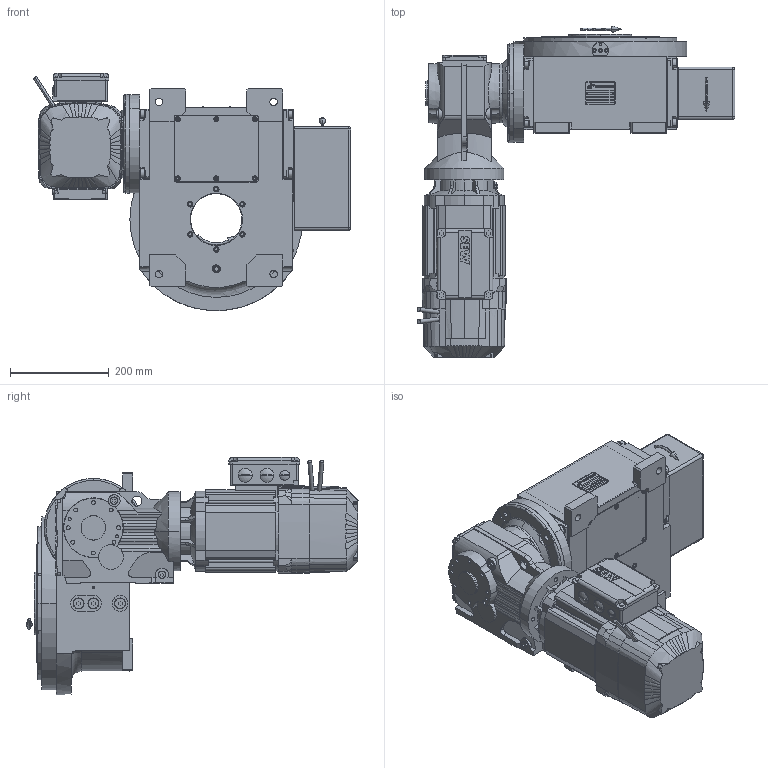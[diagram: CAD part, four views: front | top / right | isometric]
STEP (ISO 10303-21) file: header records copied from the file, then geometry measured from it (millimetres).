
FILE_DESCRIPTION (( 'STEP AP203' ), '1' );
FILE_NAME ('PC5200462.step', '2024-07-01T12:04:14', ( '' ), ( '' ), 'SwSTEP 2.0', 'SolidWorks 2020', '' );
FILE_SCHEMA (( 'CONFIG_CONTROL_DESIGN' ));
Length unit declared in the file: millimetre
Products named in the file (92): rig09_001_a_s_003; cfn2128_19_002; cfn2276_01_056; cfn2000_01_151; cfn2000_01_081; cfn2000_01_099; cfn2077_01_036; CFN2010_01_020.stp; cfn2000_01_152; cfn2115_02_057; cfn2107_01_001; PC5200462; cfn2128_04_002; CFN2223_02_003.stp; cfn2070_05_009; AS_cfn2476_01_002_60x46; CFN2010_02_002.stp; CFN2356_03_053.stp; AS_rig09_014_s_003; rig09_014_s_003; RIG09_005_S_001_ASM.stp; rig09_016; cfn2151_01_115; cfn2155_01_095; KAF47DRN90S4BE2HR_B_270; freccia_angolare_albero; AS_rig09_010_s_006; AS_rig09_004; AS_900_38_30_003; cfn2003_01_054; cfn2205_01_015; rig09_004; cfn2155_01_166; rig09_071_10_m_n_04.stp; AS_rig09_002_s_025; rig09_007_master; 3_04_130_00; CFN2104_02_018.stp; cfn2001_02_002; cfn2115_01_008 ...
Assembly tree (83 placements, depth 5):
  cfn2276_01_056
  cfn2077_01_036
  CFN2010_01_020.stp
  cfn2115_02_057
  PC5200462
    rig09_001_a_s_003
    AS_cfn2476_01_002_60x46
      cfn2476_01_002_60x46
      cfn2107_01_001
      cfn2107_01_001
    AS_rig09_071_10_m_n_04
      rig09_071_10_m_n_04.stp
        RIG09_005_S_001_ASM.stp
          RIG09_021_AF0.stp
          CFN2000_01_185.stp
          CFN2000_01_185.stp
          CFN2104_02_018.stp
        CFN2155_01_195.stp
        CFN2010_02_002.stp
      rig09_003_10_s_002
      rig09_005_s_001
      cfn2000_01_099
      cfn2000_01_099
      cfn2000_01_099
      cfn2000_01_099
      cfn2000_01_099
      cfn2000_01_099
      cfn2000_01_099
      cfn2000_01_099
      cfn2104_01_018  x2
    AS_rig09_014_s_003
      rig09_014_s_003
      cfn2000_01_152
      cfn2000_01_152
      cfn2000_01_152
      cfn2000_01_152
      cfn2000_01_152
      cfn2000_01_152
      cfn2155_01_166
    AS_rig09_004
      rig09_004
      cfn2000_01_081
      cfn2155_01_095
      cfn2070_05_009
      cfn2000_01_081
      cfn2000_01_081
      cfn2000_01_081
    AS_rig09_004
      rig09_004
      cfn2000_01_081
      cfn2155_01_095
      cfn2070_05_009
      cfn2000_01_081
      cfn2000_01_081
      cfn2000_01_081
    AS_rig09_002_s_025
      rig09_002_s_025
      cfn2115_01_008
    AS_rig09_010_s_006
      rig09_010_s_006
Bounding box: 643.4 x 672.4 x 480.8 mm (x, y, z)
Volume: 23448850.9 mm3; surface area: 2144573.9 mm2
Topology: 73 solids, 90 shells, 3249 faces, 8226 edges, 5337 vertices
Faces by surface type: plane 1657, cylinder 1088, cone 410, bspline 41, torus 39, sphere 14
Entity records: 122179 total; most frequent: CARTESIAN_POINT 36150, DIRECTION 15872, ORIENTED_EDGE 15856, EDGE_CURVE 7928, AXIS2_PLACEMENT_3D 5544, VERTEX_POINT 5192, VECTOR 4784, LINE 4784
